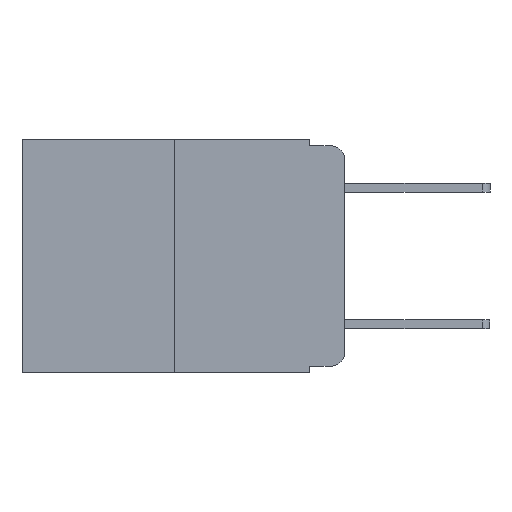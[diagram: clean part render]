
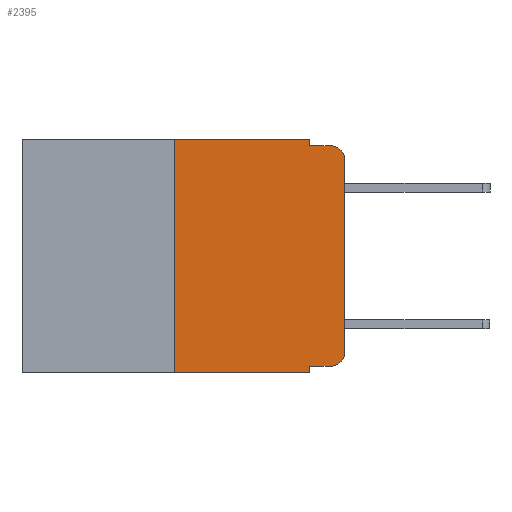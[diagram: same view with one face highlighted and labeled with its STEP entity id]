
A CAD part, left-side view. The second image highlights one B-rep face of the part: STEP entity #2395.
In plain terms, the highlighted planar face has unit normal (-1, 0, 0).
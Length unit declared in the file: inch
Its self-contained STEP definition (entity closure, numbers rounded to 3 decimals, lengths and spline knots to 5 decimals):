
#60 = LINE ( 'NONE', #7854, #4015 ) ;
#177 = VERTEX_POINT ( 'NONE', #437 ) ;
#241 = EDGE_CURVE ( 'NONE', #3442, #3511, #5900, .T. ) ;
#437 = CARTESIAN_POINT ( 'NONE',  ( 0., 0.25, -0.343 ) ) ;
#506 = AXIS2_PLACEMENT_3D ( 'NONE', #1758, #5083, #9455 ) ;
#605 = VERTEX_POINT ( 'NONE', #3759 ) ;
#625 = EDGE_CURVE ( 'NONE', #177, #2522, #7179, .T. ) ;
#692 = VECTOR ( 'NONE', #4810, 39.37008 ) ;
#768 = CARTESIAN_POINT ( 'NONE',  ( 0., 0.051, 0. ) ) ;
#826 = VERTEX_POINT ( 'NONE', #8952 ) ;
#883 = CIRCLE ( 'NONE', #5585, 0.02 ) ;
#1038 = EDGE_CURVE ( 'NONE', #605, #826, #6011, .T. ) ;
#1247 = DIRECTION ( 'NONE',  ( 0., -1., 0. ) ) ;
#1316 = VECTOR ( 'NONE', #5358, 39.37008 ) ;
#1334 = ORIENTED_EDGE ( 'NONE', *, *, #3337, .T. ) ;
#1519 = VECTOR ( 'NONE', #8663, 39.37008 ) ;
#1650 = EDGE_CURVE ( 'NONE', #2522, #5041, #8473, .T. ) ;
#1659 = CARTESIAN_POINT ( 'NONE',  ( 0., 0.02, -0.313 ) ) ;
#1661 = CARTESIAN_POINT ( 'NONE',  ( 0., 0.051, -0.333 ) ) ;
#1728 = DIRECTION ( 'NONE',  ( 0., 0., -1. ) ) ;
#1744 = DIRECTION ( 'NONE',  ( -1., 0., 0. ) ) ;
#1758 = CARTESIAN_POINT ( 'NONE',  ( 0., 0.473, 0. ) ) ;
#2341 = AXIS2_PLACEMENT_3D ( 'NONE', #3681, #5482, #2810 ) ;
#2384 = ORIENTED_EDGE ( 'NONE', *, *, #241, .T. ) ;
#2395 = ADVANCED_FACE ( 'NONE', ( #5246 ), #6107, .F. ) ;
#2443 = LINE ( 'NONE', #768, #4668 ) ;
#2522 = VERTEX_POINT ( 'NONE', #4141 ) ;
#2533 = EDGE_CURVE ( 'NONE', #177, #5201, #60, .T. ) ;
#2626 = CARTESIAN_POINT ( 'NONE',  ( 0., 0., -0.313 ) ) ;
#2810 = DIRECTION ( 'NONE',  ( 0., 0., -1. ) ) ;
#2992 = ORIENTED_EDGE ( 'NONE', *, *, #1650, .F. ) ;
#3043 = EDGE_CURVE ( 'NONE', #4046, #5056, #3531, .T. ) ;
#3337 = EDGE_CURVE ( 'NONE', #3511, #4046, #883, .T. ) ;
#3442 = VERTEX_POINT ( 'NONE', #1661 ) ;
#3472 = VECTOR ( 'NONE', #9206, 39.37008 ) ;
#3511 = VERTEX_POINT ( 'NONE', #5179 ) ;
#3531 = LINE ( 'NONE', #9765, #1316 ) ;
#3681 = CARTESIAN_POINT ( 'NONE',  ( 0., 0.02, -0.03 ) ) ;
#3696 = ORIENTED_EDGE ( 'NONE', *, *, #6406, .F. ) ;
#3713 = ORIENTED_EDGE ( 'NONE', *, *, #8072, .F. ) ;
#3759 = CARTESIAN_POINT ( 'NONE',  ( 0., 0.051, -0.01 ) ) ;
#3839 = VECTOR ( 'NONE', #1247, 39.37008 ) ;
#3850 = ORIENTED_EDGE ( 'NONE', *, *, #1038, .F. ) ;
#3984 = EDGE_CURVE ( 'NONE', #5056, #826, #7112, .T. ) ;
#4015 = VECTOR ( 'NONE', #8513, 39.37008 ) ;
#4046 = VERTEX_POINT ( 'NONE', #2626 ) ;
#4141 = CARTESIAN_POINT ( 'NONE',  ( 0., 0.25, 0. ) ) ;
#4194 = VECTOR ( 'NONE', #6154, 39.37008 ) ;
#4345 = CARTESIAN_POINT ( 'NONE',  ( 0., 0.051, 0. ) ) ;
#4668 = VECTOR ( 'NONE', #6367, 39.37008 ) ;
#4671 = ORIENTED_EDGE ( 'NONE', *, *, #625, .F. ) ;
#4810 = DIRECTION ( 'NONE',  ( 0., 0., 1. ) ) ;
#4974 = ORIENTED_EDGE ( 'NONE', *, *, #3984, .T. ) ;
#5031 = ORIENTED_EDGE ( 'NONE', *, *, #2533, .T. ) ;
#5041 = VERTEX_POINT ( 'NONE', #4345 ) ;
#5056 = VERTEX_POINT ( 'NONE', #9742 ) ;
#5083 = DIRECTION ( 'NONE',  ( 1., 0., 0. ) ) ;
#5179 = CARTESIAN_POINT ( 'NONE',  ( 0., 0.02, -0.333 ) ) ;
#5201 = VERTEX_POINT ( 'NONE', #6565 ) ;
#5246 = FACE_OUTER_BOUND ( 'NONE', #8441, .T. ) ;
#5358 = DIRECTION ( 'NONE',  ( 0., 0., 1. ) ) ;
#5482 = DIRECTION ( 'NONE',  ( -1., 0., 0. ) ) ;
#5585 = AXIS2_PLACEMENT_3D ( 'NONE', #1659, #1744, #1728 ) ;
#5900 = LINE ( 'NONE', #6355, #3839 ) ;
#6011 = LINE ( 'NONE', #8979, #1519 ) ;
#6107 = PLANE ( 'NONE',  #506 ) ;
#6154 = DIRECTION ( 'NONE',  ( 0., -1., 0. ) ) ;
#6355 = CARTESIAN_POINT ( 'NONE',  ( 0., 0.051, -0.333 ) ) ;
#6367 = DIRECTION ( 'NONE',  ( 0., 0., -1. ) ) ;
#6372 = ORIENTED_EDGE ( 'NONE', *, *, #3043, .T. ) ;
#6406 = EDGE_CURVE ( 'NONE', #3442, #5201, #7409, .T. ) ;
#6565 = CARTESIAN_POINT ( 'NONE',  ( 0., 0.051, -0.343 ) ) ;
#6693 = CARTESIAN_POINT ( 'NONE',  ( 0., 0.473, 0. ) ) ;
#7112 = CIRCLE ( 'NONE', #2341, 0.02 ) ;
#7179 = LINE ( 'NONE', #8661, #692 ) ;
#7255 = CARTESIAN_POINT ( 'NONE',  ( 0., 0.051, 0. ) ) ;
#7409 = LINE ( 'NONE', #7255, #3472 ) ;
#7854 = CARTESIAN_POINT ( 'NONE',  ( 0., 0.473, -0.343 ) ) ;
#8072 = EDGE_CURVE ( 'NONE', #5041, #605, #2443, .T. ) ;
#8441 = EDGE_LOOP ( 'NONE', ( #6372, #4974, #3850, #3713, #2992, #4671, #5031, #3696, #2384, #1334 ) ) ;
#8473 = LINE ( 'NONE', #6693, #4194 ) ;
#8513 = DIRECTION ( 'NONE',  ( 0., -1., 0. ) ) ;
#8661 = CARTESIAN_POINT ( 'NONE',  ( 0., 0.25, 0. ) ) ;
#8663 = DIRECTION ( 'NONE',  ( 0., -1., 0. ) ) ;
#8952 = CARTESIAN_POINT ( 'NONE',  ( 0., 0.02, -0.01 ) ) ;
#8979 = CARTESIAN_POINT ( 'NONE',  ( 0., 0.051, -0.01 ) ) ;
#9206 = DIRECTION ( 'NONE',  ( 0., 0., -1. ) ) ;
#9455 = DIRECTION ( 'NONE',  ( 0., 0., -1. ) ) ;
#9742 = CARTESIAN_POINT ( 'NONE',  ( 0., 0., -0.03 ) ) ;
#9765 = CARTESIAN_POINT ( 'NONE',  ( 0., 0., 0. ) ) ;
